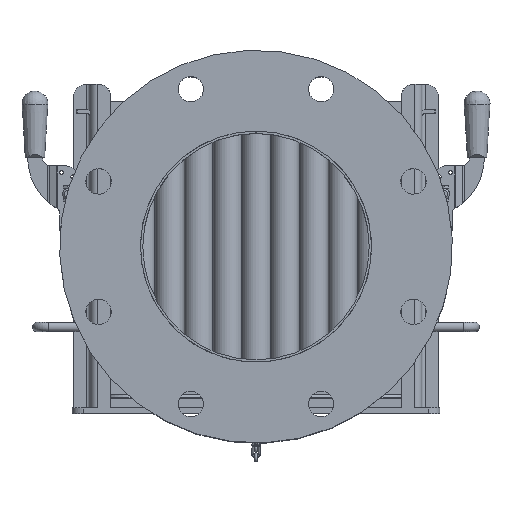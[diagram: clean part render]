
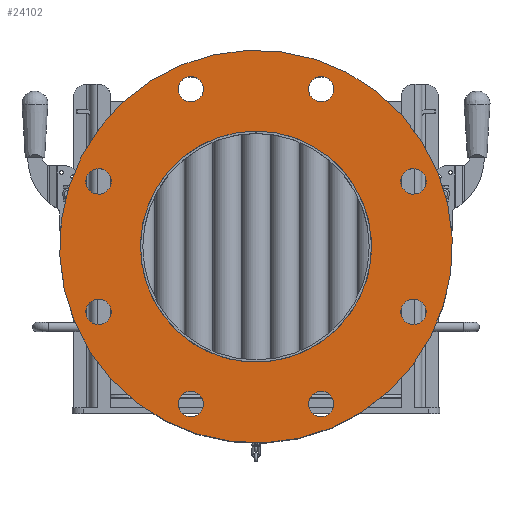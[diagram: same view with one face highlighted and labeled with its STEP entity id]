
A CAD part, top view. The second image highlights one B-rep face of the part: STEP entity #24102.
In plain terms, the highlighted planar face has unit normal (0, 0, 1).
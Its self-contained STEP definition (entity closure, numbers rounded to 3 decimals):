
#1852=FACE_BOUND('',#5128,.T.);
#1853=FACE_BOUND('',#5129,.T.);
#1854=FACE_BOUND('',#5130,.T.);
#1855=FACE_BOUND('',#5131,.T.);
#1856=FACE_BOUND('',#5132,.T.);
#1857=FACE_BOUND('',#5133,.T.);
#1858=FACE_BOUND('',#5134,.T.);
#1859=FACE_BOUND('',#5135,.T.);
#1860=FACE_BOUND('',#5136,.T.);
#3241=FACE_OUTER_BOUND('',#5127,.T.);
#5127=EDGE_LOOP('',(#19668));
#5128=EDGE_LOOP('',(#19669));
#5129=EDGE_LOOP('',(#19670));
#5130=EDGE_LOOP('',(#19671));
#5131=EDGE_LOOP('',(#19672));
#5132=EDGE_LOOP('',(#19673));
#5133=EDGE_LOOP('',(#19674));
#5134=EDGE_LOOP('',(#19675));
#5135=EDGE_LOOP('',(#19676));
#5136=EDGE_LOOP('',(#19677));
#6356=CIRCLE('',#26500,100.);
#6359=CIRCLE('',#26504,11.);
#6361=CIRCLE('',#26507,11.);
#6363=CIRCLE('',#26510,11.);
#6365=CIRCLE('',#26513,11.);
#6367=CIRCLE('',#26516,11.);
#6369=CIRCLE('',#26519,11.);
#6371=CIRCLE('',#26522,11.);
#6373=CIRCLE('',#26525,11.);
#6376=CIRCLE('',#26529,170.);
#11103=VERTEX_POINT('',#44887);
#11108=VERTEX_POINT('',#44898);
#11110=VERTEX_POINT('',#44903);
#11112=VERTEX_POINT('',#44908);
#11114=VERTEX_POINT('',#44913);
#11116=VERTEX_POINT('',#44918);
#11118=VERTEX_POINT('',#44923);
#11120=VERTEX_POINT('',#44928);
#11122=VERTEX_POINT('',#44933);
#11125=VERTEX_POINT('',#44940);
#14025=EDGE_CURVE('',#11103,#11103,#6356,.T.);
#14030=EDGE_CURVE('',#11108,#11108,#6359,.T.);
#14032=EDGE_CURVE('',#11110,#11110,#6361,.T.);
#14034=EDGE_CURVE('',#11112,#11112,#6363,.T.);
#14036=EDGE_CURVE('',#11114,#11114,#6365,.T.);
#14038=EDGE_CURVE('',#11116,#11116,#6367,.T.);
#14040=EDGE_CURVE('',#11118,#11118,#6369,.T.);
#14042=EDGE_CURVE('',#11120,#11120,#6371,.T.);
#14044=EDGE_CURVE('',#11122,#11122,#6373,.T.);
#14047=EDGE_CURVE('',#11125,#11125,#6376,.T.);
#19668=ORIENTED_EDGE('',*,*,#14047,.T.);
#19669=ORIENTED_EDGE('',*,*,#14030,.T.);
#19670=ORIENTED_EDGE('',*,*,#14032,.T.);
#19671=ORIENTED_EDGE('',*,*,#14034,.T.);
#19672=ORIENTED_EDGE('',*,*,#14036,.T.);
#19673=ORIENTED_EDGE('',*,*,#14038,.T.);
#19674=ORIENTED_EDGE('',*,*,#14040,.T.);
#19675=ORIENTED_EDGE('',*,*,#14042,.T.);
#19676=ORIENTED_EDGE('',*,*,#14044,.T.);
#19677=ORIENTED_EDGE('',*,*,#14025,.T.);
#21291=PLANE('',#26532);
#24102=ADVANCED_FACE('',(#3241,#1852,#1853,#1854,#1855,#1856,#1857,#1858,
#1859,#1860),#21291,.T.);
#26500=AXIS2_PLACEMENT_3D('',#44888,#32502,#32503);
#26504=AXIS2_PLACEMENT_3D('',#44899,#32512,#32513);
#26507=AXIS2_PLACEMENT_3D('',#44904,#32518,#32519);
#26510=AXIS2_PLACEMENT_3D('',#44909,#32524,#32525);
#26513=AXIS2_PLACEMENT_3D('',#44914,#32530,#32531);
#26516=AXIS2_PLACEMENT_3D('',#44919,#32536,#32537);
#26519=AXIS2_PLACEMENT_3D('',#44924,#32542,#32543);
#26522=AXIS2_PLACEMENT_3D('',#44929,#32548,#32549);
#26525=AXIS2_PLACEMENT_3D('',#44934,#32554,#32555);
#26529=AXIS2_PLACEMENT_3D('',#44941,#32562,#32563);
#26532=AXIS2_PLACEMENT_3D('',#44944,#32568,#32569);
#32502=DIRECTION('center_axis',(0.,0.,
-1.));
#32503=DIRECTION('ref_axis',(-0.924,-0.383,0.));
#32512=DIRECTION('center_axis',(0.,0.,
-1.));
#32513=DIRECTION('ref_axis',(-0.383,-0.924,0.));
#32518=DIRECTION('center_axis',(0.,0.,
-1.));
#32519=DIRECTION('ref_axis',(0.383,-0.924,0.));
#32524=DIRECTION('center_axis',(0.,0.,
-1.));
#32525=DIRECTION('ref_axis',(0.924,-0.383,0.));
#32530=DIRECTION('center_axis',(0.,0.,
-1.));
#32531=DIRECTION('ref_axis',(0.924,0.383,0.));
#32536=DIRECTION('center_axis',(0.,0.,
-1.));
#32537=DIRECTION('ref_axis',(0.383,0.924,0.));
#32542=DIRECTION('center_axis',(0.,0.,
-1.));
#32543=DIRECTION('ref_axis',(-0.383,0.924,0.));
#32548=DIRECTION('center_axis',(0.,0.,
-1.));
#32549=DIRECTION('ref_axis',(-0.924,0.383,0.));
#32554=DIRECTION('center_axis',(0.,0.,
-1.));
#32555=DIRECTION('ref_axis',(-0.924,-0.383,0.));
#32562=DIRECTION('center_axis',(0.,0.,
1.));
#32563=DIRECTION('ref_axis',(-0.924,-0.383,0.));
#32568=DIRECTION('center_axis',(0.,0.,
1.));
#32569=DIRECTION('ref_axis',(-0.924,-0.383,0.));
#44887=CARTESIAN_POINT('',(92.388,38.268,250.));
#44888=CARTESIAN_POINT('Origin',(0.,0.,
250.));
#44898=CARTESIAN_POINT('',(140.482,-46.283,250.));
#44899=CARTESIAN_POINT('Origin',(136.272,-56.446,250.));
#44903=CARTESIAN_POINT('',(132.063,66.608,250.));
#44904=CARTESIAN_POINT('Origin',(136.272,56.446,250.));
#44908=CARTESIAN_POINT('',(46.283,140.482,250.));
#44909=CARTESIAN_POINT('Origin',(56.446,136.272,250.));
#44913=CARTESIAN_POINT('',(-66.608,132.063,250.));
#44914=CARTESIAN_POINT('Origin',(-56.446,136.272,250.));
#44918=CARTESIAN_POINT('',(-140.482,46.283,250.));
#44919=CARTESIAN_POINT('Origin',(-136.272,56.446,250.));
#44923=CARTESIAN_POINT('',(-132.063,-66.608,250.));
#44924=CARTESIAN_POINT('Origin',(-136.272,-56.446,250.));
#44928=CARTESIAN_POINT('',(-46.283,-140.482,250.));
#44929=CARTESIAN_POINT('Origin',(-56.446,-136.272,250.));
#44933=CARTESIAN_POINT('',(66.608,-132.063,250.));
#44934=CARTESIAN_POINT('Origin',(56.446,-136.272,250.));
#44940=CARTESIAN_POINT('',(157.06,65.056,250.));
#44941=CARTESIAN_POINT('Origin',(0.,0.,
250.));
#44944=CARTESIAN_POINT('Origin',(0.,0.,
250.));
